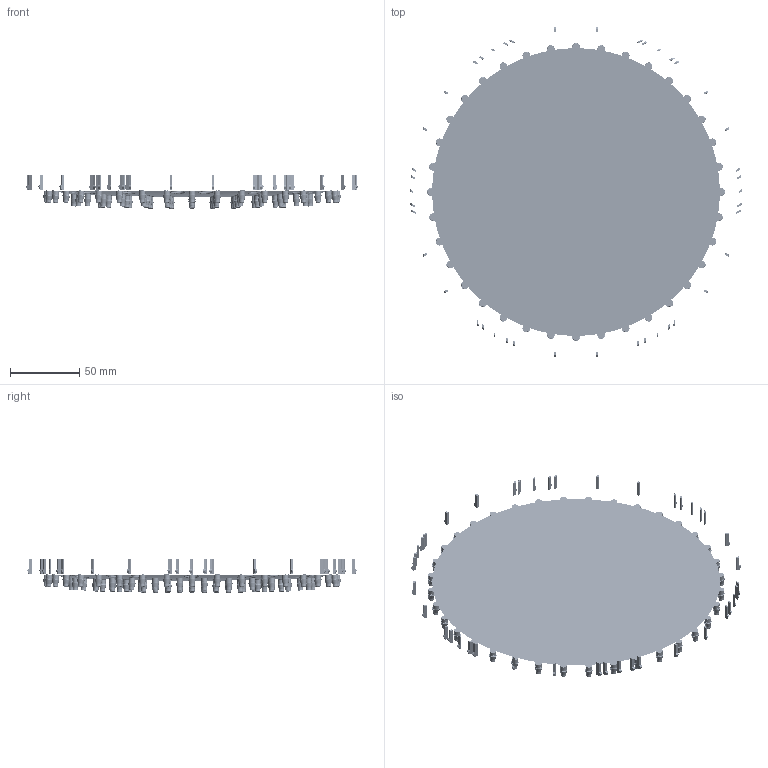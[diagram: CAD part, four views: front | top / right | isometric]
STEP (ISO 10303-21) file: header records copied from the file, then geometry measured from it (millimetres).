
FILE_DESCRIPTION(/* description */ ('AP214 STEP file'),/* implementation_level */ '2;1');
FILE_NAME(/* name */ '26662000_x_t_out.stp',/* time_stamp */ '2025-09-30T09:37:31+02:00',/* author */ (''),/* organization */ (''),/* preprocessor_version */ 'ST-DEVELOPER v18.1',/* originating_system */ 'Elysium Co. Ltd. STEP Translator v8.3.0.0',/* authorisation */ '');
FILE_SCHEMA (('AUTOMOTIVE_DESIGN { 1 0 10303 214 3 1 1 }'));
Products named in the file (1): 26662000_extract
Bounding box: 240.35 x 238.6 x 24.81 mm (x, y, z)
Volume: 1552.2 mm3; surface area: 91987.4 mm2
Topology: 42 solids, 189 shells, 4203 faces, 9888 edges, 6251 vertices
Faces by surface type: bspline 2712, cylinder 685, plane 289, sphere 260, torus 170, cone 87
Entity records: 344498 total; most frequent: CARTESIAN_POINT 208842, ORIENTED_EDGE 28470, EDGE_CURVE 13820, STYLED_ITEM 11038, B_SPLINE_CURVE_WITH_KNOTS 9709, VERTEX_POINT 8748, EDGE_LOOP 5995, ADVANCED_FACE 5518
